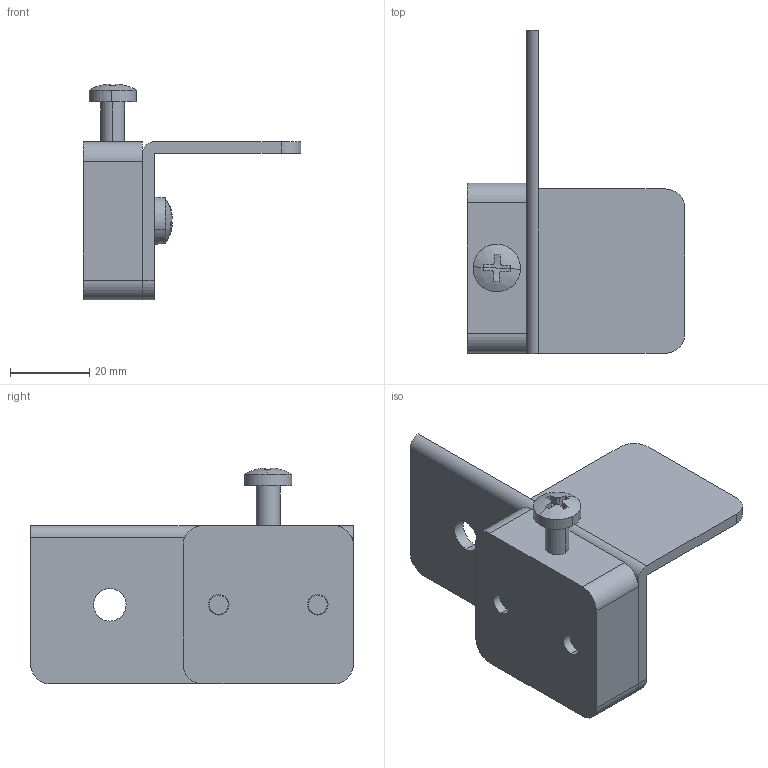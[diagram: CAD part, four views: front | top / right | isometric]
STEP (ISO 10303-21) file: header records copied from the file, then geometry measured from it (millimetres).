
FILE_DESCRIPTION (( 'STEP AP203' ), '1' );
FILE_NAME ('Tightener Plate - Assembly.STEP', '2017-03-13T11:16:54', ( '' ), ( '' ), 'SwSTEP 2.0', 'SolidWorks 2016', '' );
FILE_SCHEMA (( 'CONFIG_CONTROL_DESIGN' ));
Length unit declared in the file: millimetre
Products named in the file (6): DIN 7985 M6x25 Grade A2f; tensioner; Tightener Plate - Assembly; 210217-6x16; Tightener bracket - left; Tightener - Outer
Assembly tree (6 placements, depth 2):
  Tightener Plate - Assembly
    Tightener - Outer
    DIN 7985 M6x25 Grade A2f
    Tightener bracket - left
    210217-6x16  x2
    tensioner
Bounding box: 55 x 81.5 x 54.53 mm (x, y, z)
Volume: 40459.3 mm3; surface area: 21041.6 mm2
Topology: 6 solids, 8 shells, 158 faces, 404 edges, 266 vertices
Faces by surface type: plane 82, cylinder 50, cone 14, bspline 8, sphere 4
Entity records: 4650 total; most frequent: CARTESIAN_POINT 836, DIRECTION 696, ORIENTED_EDGE 648, EDGE_CURVE 324, AXIS2_PLACEMENT_3D 266, VERTEX_POINT 214, LINE 164, VECTOR 164
